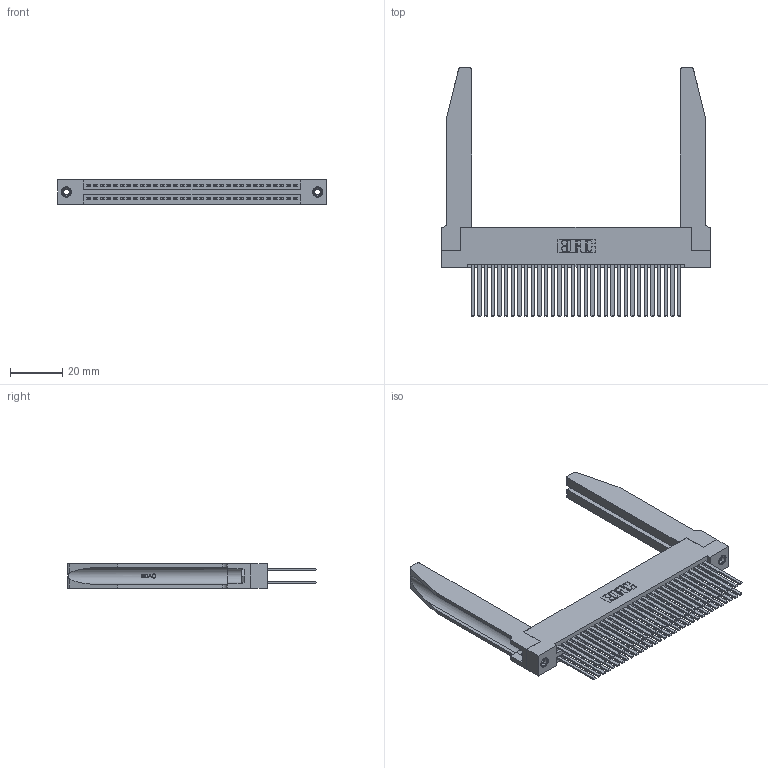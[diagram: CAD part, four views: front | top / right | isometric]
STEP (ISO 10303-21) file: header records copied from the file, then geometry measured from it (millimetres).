
FILE_DESCRIPTION (( 'STEP AP203' ), '1' );
FILE_NAME ('395-064-544-278.STEP', '2019-10-23T19:00:15', ( '' ), ( '' ), 'SwSTEP 2.0', 'SolidWorks 2016', '' );
FILE_SCHEMA (( 'CONFIG_CONTROL_DESIGN' ));
Length unit declared in the file: inch
Products named in the file (5): 345 Part_Flush Mounting Lugs - 0.156 Dia-TH; 345-292-001_345-293-144; 345-250-001_345-250-001-102; 345-220-078_345-220-078; 395-064-544-278
Assembly tree (69 placements, depth 2):
  395-064-544-278
    345 Part_Flush Mounting Lugs - 0.156 Dia-TH
    345-292-001_345-293-144  x64
    345-250-001_345-250-001-102  x2
    345-220-078_345-220-078  x2
Bounding box: 102.51 x 94.92 x 9.4 mm (x, y, z)
Volume: 18533.1 mm3; surface area: 25183.3 mm2
Topology: 69 solids, 69 shells, 3176 faces, 9333 edges, 6126 vertices
Faces by surface type: plane 2078, cylinder 1046, bspline 36, cone 12, torus 4
Entity records: 31010 total; most frequent: CARTESIAN_POINT 6123, ORIENTED_EDGE 4954, DIRECTION 4403, EDGE_CURVE 2477, LINE 2127, VECTOR 2127, VERTEX_POINT 1644, AXIS2_PLACEMENT_3D 1138
